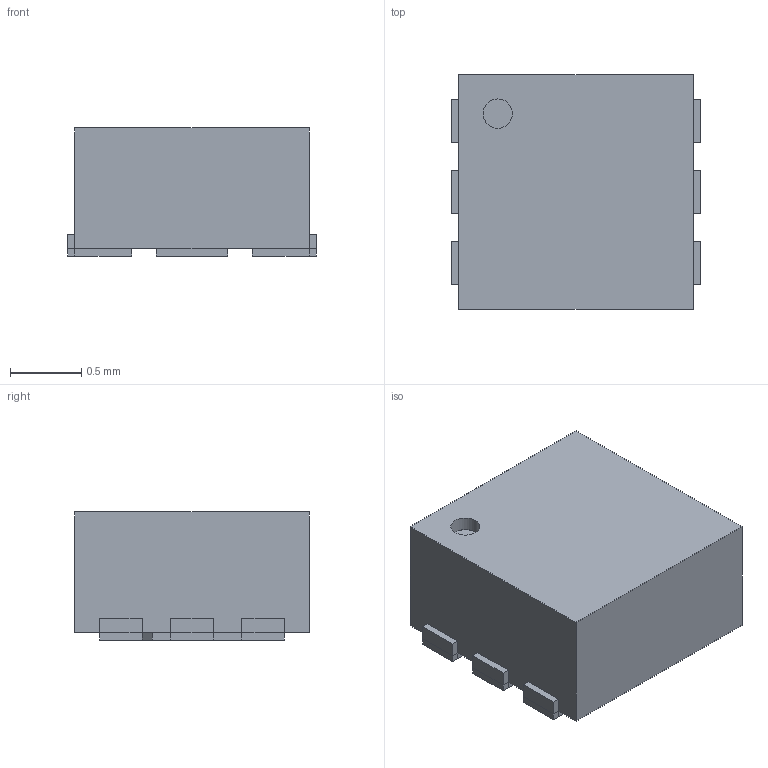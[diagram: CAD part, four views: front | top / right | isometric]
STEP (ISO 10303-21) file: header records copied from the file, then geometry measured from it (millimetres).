
FILE_DESCRIPTION(('Open CASCADE Model'),'2;1');
FILE_NAME('Open CASCADE Shape Model','2018-04-21T17:27:47',('Author'),( 'Open CASCADE'),'Open CASCADE STEP processor 6.8','Open CASCADE 6.8' ,'Unknown');
FILE_SCHEMA(('AUTOMOTIVE_DESIGN { 1 0 10303 214 1 1 1 1 }'));
Length unit declared in the file: millimetre
Products named in the file (9): PCB; Designator1; 1037642528; Open_CASCADE_STEP_translator_6.8_12.1; Body; Open_CASCADE_STEP_translator_6.8_12.2.1; Thermal_Shape; Pin_Shape; Open_CASCADE_STEP_translator_6.8_12.4.1
Assembly tree (12 placements, depth 4):
  PCB
  Designator1
    1037642528
      Open_CASCADE_STEP_translator_6.8_12.1
      Body
        Open_CASCADE_STEP_translator_6.8_12.2.1
      Thermal_Shape
      Pin_Shape  x6
        Open_CASCADE_STEP_translator_6.8_12.4.1
Bounding box: 1.75 x 1.65 x 0.9 mm (x, y, z)
Volume: 2.4 mm3; surface area: 15 mm2
Topology: 8 solids, 9 shells, 100 faces, 199 edges, 117 vertices
Faces by surface type: plane 99, cylinder 1
Full cylindrical faces by diameter (mm): 0.206 x1
Entity records: 1738 total; most frequent: DIRECTION 264, CARTESIAN_POINT 262, LINE 170, VECTOR 170, ORIENTED_EDGE 117, PCURVE 117, DEFINITIONAL_REPRESENTATION 117, EDGE_CURVE 59
